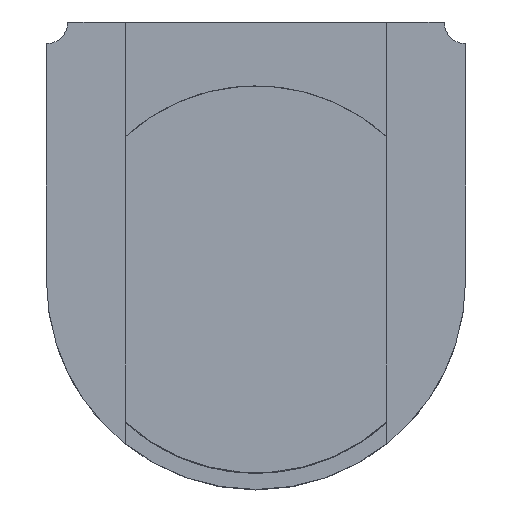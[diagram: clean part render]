
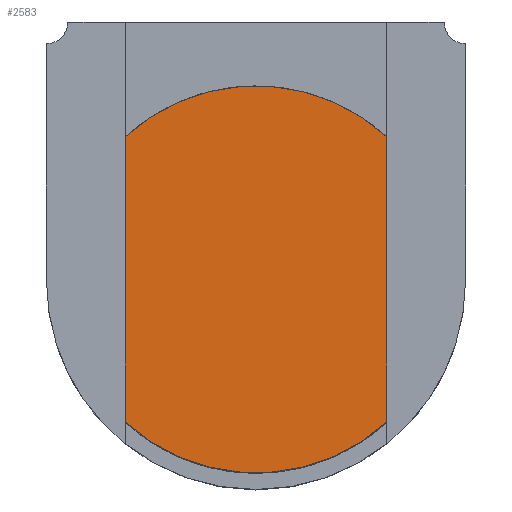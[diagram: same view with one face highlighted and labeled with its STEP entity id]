
A CAD part, top view. The second image highlights one B-rep face of the part: STEP entity #2583.
In plain terms, the highlighted planar face has unit normal (0, 0, 1).
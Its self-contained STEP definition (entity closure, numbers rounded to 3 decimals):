
#279 = FACE_OUTER_BOUND ( 'NONE', #3434, .T. ) ;
#309 = DIRECTION ( 'NONE',  ( 1., 0., 0. ) ) ;
#377 = ORIENTED_EDGE ( 'NONE', *, *, #1622, .T. ) ;
#635 = EDGE_CURVE ( 'NONE', #2875, #7234, #8362, .T. ) ;
#752 = VERTEX_POINT ( 'NONE', #3721 ) ;
#762 = CARTESIAN_POINT ( 'NONE',  ( 0., 0., 22. ) ) ;
#806 = VERTEX_POINT ( 'NONE', #3764 ) ;
#1343 = ORIENTED_EDGE ( 'NONE', *, *, #2700, .T. ) ;
#1622 = EDGE_CURVE ( 'NONE', #752, #2875, #5530, .T. ) ;
#2004 = EDGE_CURVE ( 'NONE', #806, #752, #7023, .T. ) ;
#2032 = CARTESIAN_POINT ( 'NONE',  ( 4.05, 4.427, 22. ) ) ;
#2583 = ADVANCED_FACE ( 'NONE', ( #279 ), #4217, .T. ) ;
#2685 = VECTOR ( 'NONE', #4499, 1000. ) ;
#2700 = EDGE_CURVE ( 'NONE', #7234, #806, #7756, .T. ) ;
#2875 = VERTEX_POINT ( 'NONE', #4972 ) ;
#3434 = EDGE_LOOP ( 'NONE', ( #7895, #377, #4082, #1343 ) ) ;
#3445 = DIRECTION ( 'NONE',  ( 0., 0., 1. ) ) ;
#3570 = DIRECTION ( 'NONE',  ( 1., 0., 0. ) ) ;
#3721 = CARTESIAN_POINT ( 'NONE',  ( -4.05, -4.427, 22. ) ) ;
#3764 = CARTESIAN_POINT ( 'NONE',  ( -4.05, 4.427, 22. ) ) ;
#3881 = AXIS2_PLACEMENT_3D ( 'NONE', #8273, #4292, #309 ) ;
#4018 = AXIS2_PLACEMENT_3D ( 'NONE', #5507, #3445, #3570 ) ;
#4082 = ORIENTED_EDGE ( 'NONE', *, *, #635, .T. ) ;
#4217 = PLANE ( 'NONE',  #6648 ) ;
#4292 = DIRECTION ( 'NONE',  ( 0., 0., 1. ) ) ;
#4328 = DIRECTION ( 'NONE',  ( 0., -1., 0. ) ) ;
#4499 = DIRECTION ( 'NONE',  ( 0., 1., 0. ) ) ;
#4863 = DIRECTION ( 'NONE',  ( 1., 0., 0. ) ) ;
#4972 = CARTESIAN_POINT ( 'NONE',  ( 4.05, -4.427, 22. ) ) ;
#5095 = CARTESIAN_POINT ( 'NONE',  ( 4.05, -6.501, 22. ) ) ;
#5507 = CARTESIAN_POINT ( 'NONE',  ( 0., 0., 22. ) ) ;
#5530 = CIRCLE ( 'NONE', #3881, 6. ) ;
#6648 = AXIS2_PLACEMENT_3D ( 'NONE', #762, #8070, #4863 ) ;
#7023 = LINE ( 'NONE', #8357, #8443 ) ;
#7234 = VERTEX_POINT ( 'NONE', #2032 ) ;
#7756 = CIRCLE ( 'NONE', #4018, 6. ) ;
#7895 = ORIENTED_EDGE ( 'NONE', *, *, #2004, .T. ) ;
#8070 = DIRECTION ( 'NONE',  ( 0., 0., 1. ) ) ;
#8273 = CARTESIAN_POINT ( 'NONE',  ( 0., 0., 22. ) ) ;
#8357 = CARTESIAN_POINT ( 'NONE',  ( -4.05, -6.501, 22. ) ) ;
#8362 = LINE ( 'NONE', #5095, #2685 ) ;
#8443 = VECTOR ( 'NONE', #4328, 1000. ) ;
